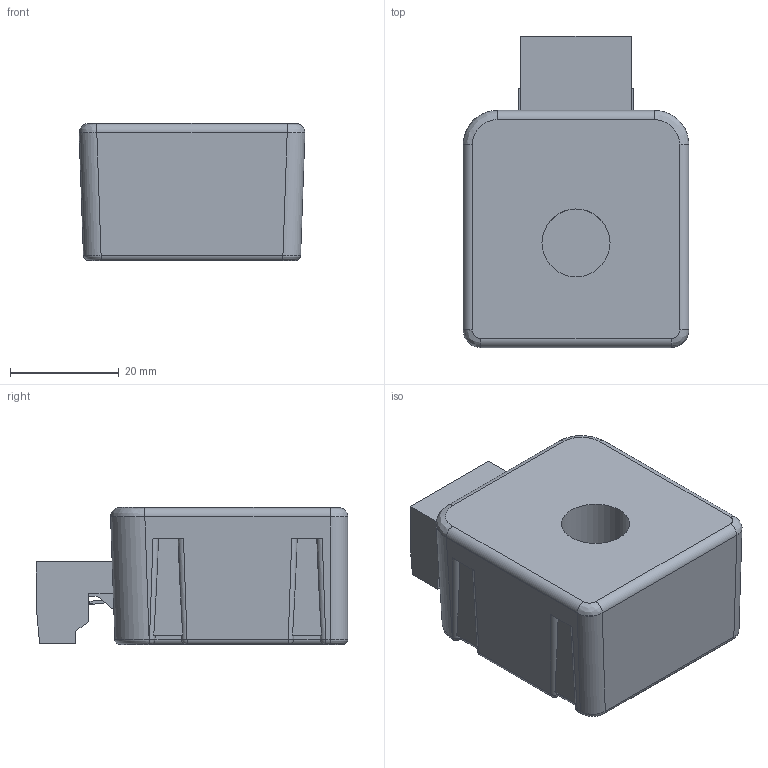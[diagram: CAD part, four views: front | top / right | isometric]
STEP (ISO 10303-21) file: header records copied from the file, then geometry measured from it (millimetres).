
FILE_DESCRIPTION(/* description */ ('','CAx-IF Rec.Pracs.---Representation and Presentation of Product Manufacturing Information (PMI)---3.8---2014-02-18'),/* implementation_level */ '2;1');
FILE_NAME(/* name */ 'DM001710.stp',/* time_stamp */ '2017-03-17T15:01:43+01:00',/* author */ ('teso'),/* organization */ (''),/* preprocessor_version */ 'ST-DEVELOPER v16.5',/* originating_system */ 'Autodesk Inventor 2017',/* authorisation */ '');
FILE_SCHEMA (('AP242_MANAGED_MODEL_BASED_3D_ENGINEERING_MIM_LF { 1 0 10303 442 1 1 4 }'));
Length unit declared in the file: millimetre
Products named in the file (13): T201DCH; T201DCH_1; T201DCH_13; T201DCH_3; T201DCH_14; T201DCH_4; T201DCH_8; T201DCH_6; T201DCH_16; T201DCH_9; T201DCH_10; T201DCH_11; T201DCH_12
Assembly tree (12 placements, depth 2):
  T201DCH
    T201DCH_1
    T201DCH_13
    T201DCH_3
    T201DCH_14
    T201DCH_4
    T201DCH_8
    T201DCH_6
    T201DCH_16
    T201DCH_9
    T201DCH_10
    T201DCH_11
    T201DCH_12
Bounding box: 41.5 x 57.27 x 25.2 mm (x, y, z)
Volume: 43294.2 mm3; surface area: 11160.6 mm2
Topology: 12 solids, 12 shells, 262 faces, 632 edges, 394 vertices
Faces by surface type: plane 182, cylinder 52, bspline 16, sphere 8, torus 4
Full cylindrical faces by diameter (mm): 3.6 x8, 12.5 x2
Entity records: 8459 total; most frequent: CARTESIAN_POINT 2179, DIRECTION 1246, ORIENTED_EDGE 1200, EDGE_CURVE 600, LINE 448, VECTOR 448, AXIS2_PLACEMENT_3D 399, VERTEX_POINT 384
